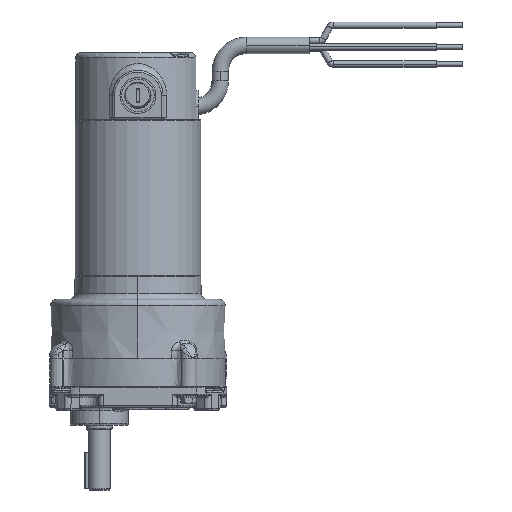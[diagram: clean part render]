
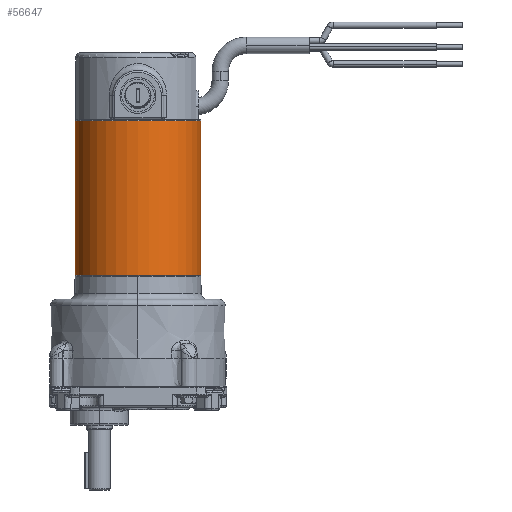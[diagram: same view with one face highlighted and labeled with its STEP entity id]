
A CAD part, left-side view. The second image highlights one B-rep face of the part: STEP entity #56647.
In plain terms, the highlighted cylindrical face has radius 30.671 mm (diameter 61.341 mm), a partial arc.
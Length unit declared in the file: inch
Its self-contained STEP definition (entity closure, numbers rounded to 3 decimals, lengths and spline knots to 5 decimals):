
#2345 = EDGE_LOOP ( 'NONE', ( #57166, #57173, #57170, #57017 ) ) ;
#5854 = CARTESIAN_POINT ( 'NONE',  ( 0., 0., 2.985 ) ) ;
#5855 = DIRECTION ( 'NONE',  ( 0., 0., -1. ) ) ;
#5856 = DIRECTION ( 'NONE',  ( 0., 1., 0. ) ) ;
#6925 = AXIS2_PLACEMENT_3D ( 'NONE', #37591, #37593, #37595 ) ;
#7192 = CIRCLE ( 'NONE', #25877, 1.2075 ) ;
#9466 = VERTEX_POINT ( 'NONE', #60094 ) ;
#17565 = CARTESIAN_POINT ( 'NONE',  ( 0., -1.2075, 0.015 ) ) ;
#17598 = CARTESIAN_POINT ( 'NONE',  ( 0., 1.2075, 0.015 ) ) ;
#18674 = VERTEX_POINT ( 'NONE', #50108 ) ;
#23062 = FACE_OUTER_BOUND ( 'NONE', #2345, .T. ) ;
#23080 = CYLINDRICAL_SURFACE ( 'NONE', #42530, 1.2075 ) ;
#24781 = EDGE_CURVE ( 'NONE', #18674, #9466, #7192, .T. ) ;
#25877 = AXIS2_PLACEMENT_3D ( 'NONE', #5854, #5855, #5856 ) ;
#37591 = CARTESIAN_POINT ( 'NONE',  ( 0., 0., 0.015 ) ) ;
#37593 = DIRECTION ( 'NONE',  ( 0., 0., -1. ) ) ;
#37595 = DIRECTION ( 'NONE',  ( 0., 1., 0. ) ) ;
#38483 = LINE ( 'NONE', #58185, #38484 ) ;
#38484 = VECTOR ( 'NONE', #58186, 39.37008 ) ;
#38535 = LINE ( 'NONE', #58368, #38539 ) ;
#38539 = VECTOR ( 'NONE', #58366, 39.37008 ) ;
#38601 = CIRCLE ( 'NONE', #6925, 1.2075 ) ;
#40107 = EDGE_CURVE ( 'NONE', #9466, #62080, #38483, .T. ) ;
#40154 = EDGE_CURVE ( 'NONE', #18674, #62047, #38535, .T. ) ;
#40219 = EDGE_CURVE ( 'NONE', #62047, #62080, #38601, .T. ) ;
#42530 = AXIS2_PLACEMENT_3D ( 'NONE', #45702, #45697, #45691 ) ;
#45691 = DIRECTION ( 'NONE',  ( 0., 1., 0. ) ) ;
#45697 = DIRECTION ( 'NONE',  ( 0., 0., -1. ) ) ;
#45702 = CARTESIAN_POINT ( 'NONE',  ( 0., 0., 0. ) ) ;
#50108 = CARTESIAN_POINT ( 'NONE',  ( 0., -1.2075, 2.985 ) ) ;
#56647 = ADVANCED_FACE ( 'NONE', ( #23062 ), #23080, .T. ) ;
#57017 = ORIENTED_EDGE ( 'NONE', *, *, #40219, .F. ) ;
#57166 = ORIENTED_EDGE ( 'NONE', *, *, #40154, .F. ) ;
#57170 = ORIENTED_EDGE ( 'NONE', *, *, #40107, .T. ) ;
#57173 = ORIENTED_EDGE ( 'NONE', *, *, #24781, .T. ) ;
#58185 = CARTESIAN_POINT ( 'NONE',  ( 0., 1.2075, 0. ) ) ;
#58186 = DIRECTION ( 'NONE',  ( 0., 0., -1. ) ) ;
#58366 = DIRECTION ( 'NONE',  ( 0., 0., -1. ) ) ;
#58368 = CARTESIAN_POINT ( 'NONE',  ( 0., -1.2075, 0. ) ) ;
#60094 = CARTESIAN_POINT ( 'NONE',  ( 0., 1.2075, 2.985 ) ) ;
#62047 = VERTEX_POINT ( 'NONE', #17565 ) ;
#62080 = VERTEX_POINT ( 'NONE', #17598 ) ;
